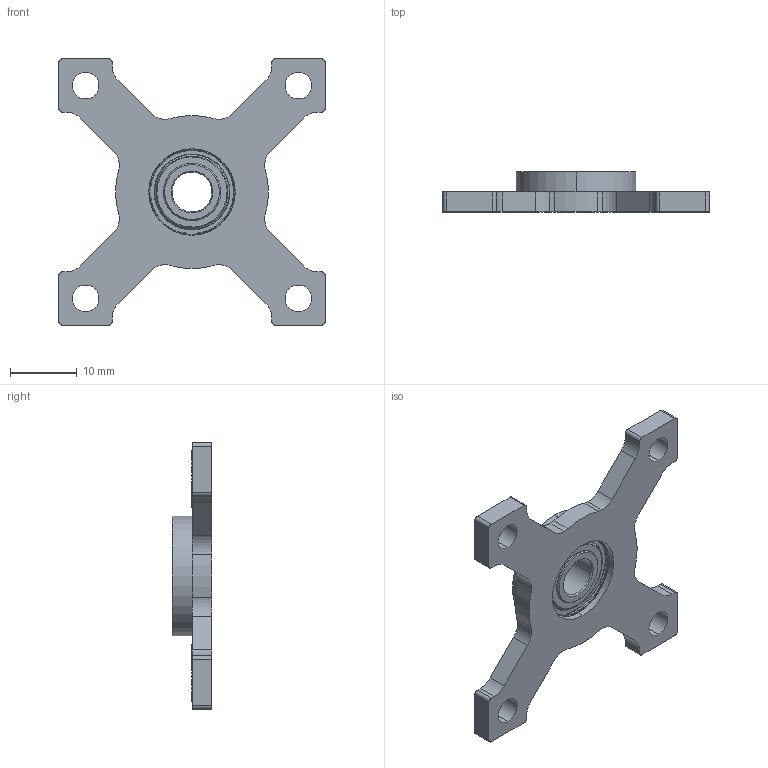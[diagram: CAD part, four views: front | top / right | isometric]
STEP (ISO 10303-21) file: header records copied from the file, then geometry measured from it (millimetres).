
FILE_DESCRIPTION (( 'STEP AP203' ), '1' );
FILE_NAME ('1603-0032-0006 assembly.STEP', '2018-02-12T17:23:55', ( '' ), ( '' ), 'SwSTEP 2.0', 'SolidWorks 2016', '' );
FILE_SCHEMA (( 'CONFIG_CONTROL_DESIGN' ));
Length unit declared in the file: inch
Products named in the file (3): 1600-0515-0006; 1603-0032-0006; 1603-0032-0006 assembly
Assembly tree (2 placements, depth 2):
  1603-0032-0006 assembly
    1603-0032-0006
    1600-0515-0006
Bounding box: 40 x 6 x 40 mm (x, y, z)
Volume: 3046.4 mm3; surface area: 3468.6 mm2
Topology: 4 solids, 4 shells, 157 faces, 375 edges, 238 vertices
Faces by surface type: cylinder 69, plane 44, cone 24, torus 20
Entity records: 4942 total; most frequent: DIRECTION 909, CARTESIAN_POINT 775, ORIENTED_EDGE 750, EDGE_CURVE 375, AXIS2_PLACEMENT_3D 372, VERTEX_POINT 238, CIRCLE 210, EDGE_LOOP 181
